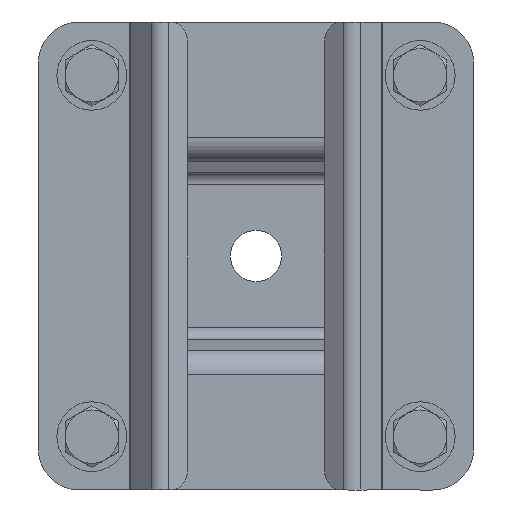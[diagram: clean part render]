
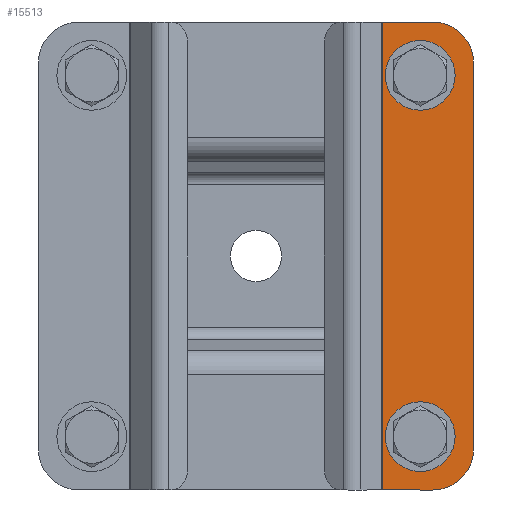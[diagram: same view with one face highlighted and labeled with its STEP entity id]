
A CAD part, front view. The second image highlights one B-rep face of the part: STEP entity #15513.
In plain terms, the highlighted planar face has unit normal (0, -1, 0).
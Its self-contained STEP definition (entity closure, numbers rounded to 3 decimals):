
#219 = EDGE_CURVE ( 'NONE', #5866, #17596, #11662, .T. ) ;
#872 = LINE ( 'NONE', #19085, #13038 ) ;
#1119 = CARTESIAN_POINT ( 'NONE',  ( -44., 0., 8.5 ) ) ;
#1149 = DIRECTION ( 'NONE',  ( 0., 0., -1. ) ) ;
#1489 = ORIENTED_EDGE ( 'NONE', *, *, #3594, .F. ) ;
#1640 = VECTOR ( 'NONE', #11848, 1000. ) ;
#1670 = ORIENTED_EDGE ( 'NONE', *, *, #8055, .T. ) ;
#1772 = CARTESIAN_POINT ( 'NONE',  ( 57., 0., 0. ) ) ;
#2331 = FACE_BOUND ( 'NONE', #3446, .T. ) ;
#2685 = PLANE ( 'NONE',  #18555 ) ;
#3446 = EDGE_LOOP ( 'NONE', ( #20435, #11959 ) ) ;
#3594 = EDGE_CURVE ( 'NONE', #15991, #6209, #13890, .T. ) ;
#4433 = CARTESIAN_POINT ( 'NONE',  ( -44., 0., 13. ) ) ;
#4787 = CARTESIAN_POINT ( 'NONE',  ( 57., 0., 10. ) ) ;
#5260 = CIRCLE ( 'NONE', #6856, 10. ) ;
#5348 = ORIENTED_EDGE ( 'NONE', *, *, #15321, .T. ) ;
#5413 = FACE_OUTER_BOUND ( 'NONE', #9133, .T. ) ;
#5541 = CARTESIAN_POINT ( 'NONE',  ( 44., 0., 13. ) ) ;
#5598 = ORIENTED_EDGE ( 'NONE', *, *, #219, .T. ) ;
#5775 = ORIENTED_EDGE ( 'NONE', *, *, #10359, .T. ) ;
#5866 = VERTEX_POINT ( 'NONE', #8259 ) ;
#5897 = ORIENTED_EDGE ( 'NONE', *, *, #6077, .T. ) ;
#5906 = DIRECTION ( 'NONE',  ( 0., 1., 0. ) ) ;
#5979 = DIRECTION ( 'NONE',  ( 0., -1., 0. ) ) ;
#6077 = EDGE_CURVE ( 'NONE', #17596, #5866, #7116, .T. ) ;
#6209 = VERTEX_POINT ( 'NONE', #18141 ) ;
#6856 = AXIS2_PLACEMENT_3D ( 'NONE', #7568, #5979, #10821 ) ;
#6936 = AXIS2_PLACEMENT_3D ( 'NONE', #15748, #5906, #1149 ) ;
#7116 = CIRCLE ( 'NONE', #21261, 4.5 ) ;
#7192 = DIRECTION ( 'NONE',  ( 0., 1., 0. ) ) ;
#7417 = AXIS2_PLACEMENT_3D ( 'NONE', #20560, #7555, #12541 ) ;
#7471 = LINE ( 'NONE', #1772, #12379 ) ;
#7542 = CARTESIAN_POINT ( 'NONE',  ( -47., 0., 0. ) ) ;
#7555 = DIRECTION ( 'NONE',  ( 0., -1., 0. ) ) ;
#7568 = CARTESIAN_POINT ( 'NONE',  ( 47., 0., 10. ) ) ;
#7734 = DIRECTION ( 'NONE',  ( 0., 0., -1. ) ) ;
#7862 = EDGE_CURVE ( 'NONE', #10929, #13332, #10407, .T. ) ;
#7984 = CARTESIAN_POINT ( 'NONE',  ( 44., 0., 8.5 ) ) ;
#8055 = EDGE_CURVE ( 'NONE', #10929, #9317, #5260, .T. ) ;
#8259 = CARTESIAN_POINT ( 'NONE',  ( -44., 0., 17.5 ) ) ;
#8297 = DIRECTION ( 'NONE',  ( 0., 0., 1. ) ) ;
#8412 = ORIENTED_EDGE ( 'NONE', *, *, #7862, .F. ) ;
#9089 = VERTEX_POINT ( 'NONE', #19009 ) ;
#9133 = EDGE_LOOP ( 'NONE', ( #1489, #5775, #8412, #1670, #5348, #18718 ) ) ;
#9317 = VERTEX_POINT ( 'NONE', #4787 ) ;
#10359 = EDGE_CURVE ( 'NONE', #15991, #13332, #17358, .T. ) ;
#10407 = LINE ( 'NONE', #11779, #1640 ) ;
#10821 = DIRECTION ( 'NONE',  ( 0., 0., -1. ) ) ;
#10868 = CARTESIAN_POINT ( 'NONE',  ( -57., 0., 10. ) ) ;
#10929 = VERTEX_POINT ( 'NONE', #11139 ) ;
#11139 = CARTESIAN_POINT ( 'NONE',  ( 47., 0., 0. ) ) ;
#11151 = DIRECTION ( 'NONE',  ( 0., 1., 0. ) ) ;
#11368 = CARTESIAN_POINT ( 'NONE',  ( 44., 0., 13. ) ) ;
#11595 = EDGE_CURVE ( 'NONE', #20974, #6209, #872, .T. ) ;
#11662 = CIRCLE ( 'NONE', #6936, 4.5 ) ;
#11779 = CARTESIAN_POINT ( 'NONE',  ( 57., 0., 0. ) ) ;
#11848 = DIRECTION ( 'NONE',  ( -1., 0., 0. ) ) ;
#11864 = FACE_BOUND ( 'NONE', #14999, .T. ) ;
#11959 = ORIENTED_EDGE ( 'NONE', *, *, #16040, .T. ) ;
#12379 = VECTOR ( 'NONE', #8297, 1000. ) ;
#12541 = DIRECTION ( 'NONE',  ( 0., 0., -1. ) ) ;
#12779 = DIRECTION ( 'NONE',  ( 0., -1., 0. ) ) ;
#13038 = VECTOR ( 'NONE', #14183, 1000. ) ;
#13298 = EDGE_CURVE ( 'NONE', #9089, #14588, #21136, .T. ) ;
#13332 = VERTEX_POINT ( 'NONE', #7542 ) ;
#13890 = LINE ( 'NONE', #18599, #16920 ) ;
#14183 = DIRECTION ( 'NONE',  ( -1., 0., 0. ) ) ;
#14251 = DIRECTION ( 'NONE',  ( 0., 0., -1. ) ) ;
#14588 = VERTEX_POINT ( 'NONE', #7984 ) ;
#14999 = EDGE_LOOP ( 'NONE', ( #5598, #5897 ) ) ;
#15321 = EDGE_CURVE ( 'NONE', #9317, #20974, #7471, .T. ) ;
#15513 = ADVANCED_FACE ( 'NONE', ( #2331, #11864, #5413 ), #2685, .T. ) ;
#15514 = AXIS2_PLACEMENT_3D ( 'NONE', #5541, #7192, #14251 ) ;
#15678 = AXIS2_PLACEMENT_3D ( 'NONE', #11368, #11151, #16169 ) ;
#15748 = CARTESIAN_POINT ( 'NONE',  ( -44., 0., 13. ) ) ;
#15906 = DIRECTION ( 'NONE',  ( 0., 0., -1. ) ) ;
#15919 = DIRECTION ( 'NONE',  ( 0., 1., 0. ) ) ;
#15991 = VERTEX_POINT ( 'NONE', #10868 ) ;
#16040 = EDGE_CURVE ( 'NONE', #14588, #9089, #17740, .T. ) ;
#16169 = DIRECTION ( 'NONE',  ( 0., 0., -1. ) ) ;
#16920 = VECTOR ( 'NONE', #20475, 1000. ) ;
#17358 = CIRCLE ( 'NONE', #7417, 10. ) ;
#17548 = CARTESIAN_POINT ( 'NONE',  ( 57., 0., 0. ) ) ;
#17596 = VERTEX_POINT ( 'NONE', #1119 ) ;
#17740 = CIRCLE ( 'NONE', #15678, 4.5 ) ;
#17967 = CARTESIAN_POINT ( 'NONE',  ( 57., 0., 22.196 ) ) ;
#18141 = CARTESIAN_POINT ( 'NONE',  ( -57., 0., 22.196 ) ) ;
#18555 = AXIS2_PLACEMENT_3D ( 'NONE', #17548, #12779, #15906 ) ;
#18599 = CARTESIAN_POINT ( 'NONE',  ( -57., 0., 0. ) ) ;
#18718 = ORIENTED_EDGE ( 'NONE', *, *, #11595, .T. ) ;
#19009 = CARTESIAN_POINT ( 'NONE',  ( 44., 0., 17.5 ) ) ;
#19085 = CARTESIAN_POINT ( 'NONE',  ( 57., 0., 22.196 ) ) ;
#20435 = ORIENTED_EDGE ( 'NONE', *, *, #13298, .T. ) ;
#20475 = DIRECTION ( 'NONE',  ( 0., 0., 1. ) ) ;
#20560 = CARTESIAN_POINT ( 'NONE',  ( -47., 0., 10. ) ) ;
#20974 = VERTEX_POINT ( 'NONE', #17967 ) ;
#21136 = CIRCLE ( 'NONE', #15514, 4.5 ) ;
#21261 = AXIS2_PLACEMENT_3D ( 'NONE', #4433, #15919, #7734 ) ;
